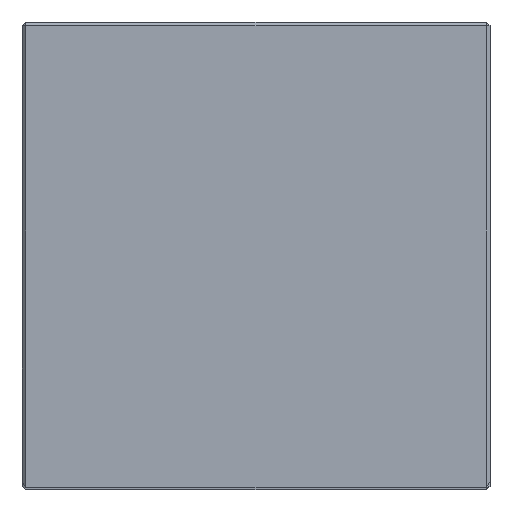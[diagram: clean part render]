
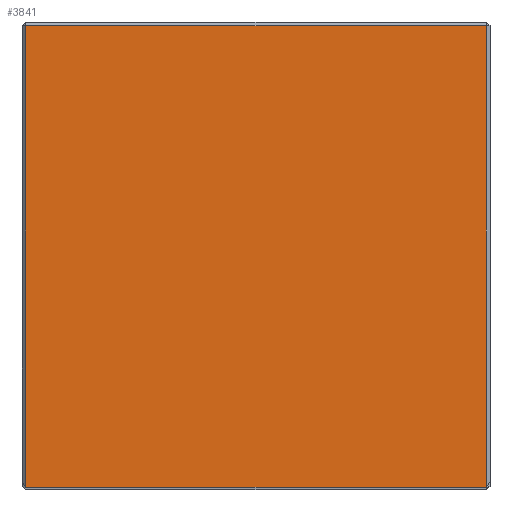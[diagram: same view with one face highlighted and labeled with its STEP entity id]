
A CAD part, left-side view. The second image highlights one B-rep face of the part: STEP entity #3841.
In plain terms, the highlighted planar face has unit normal (-1, 0, 0).
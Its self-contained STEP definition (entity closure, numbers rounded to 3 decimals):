
#247=FACE_OUTER_BOUND('',#471,.T.);
#471=EDGE_LOOP('',(#2541,#2542,#2543,#2544));
#719=LINE('',#5000,#1155);
#720=LINE('',#5002,#1156);
#721=LINE('',#5004,#1157);
#722=LINE('',#5005,#1158);
#1155=VECTOR('',#4248,800.);
#1156=VECTOR('',#4249,800.);
#1157=VECTOR('',#4250,800.);
#1158=VECTOR('',#4251,800.);
#1591=VERTEX_POINT('',#4998);
#1592=VERTEX_POINT('',#4999);
#1593=VERTEX_POINT('',#5001);
#1594=VERTEX_POINT('',#5003);
#1965=EDGE_CURVE('',#1591,#1592,#719,.T.);
#1966=EDGE_CURVE('',#1592,#1593,#720,.T.);
#1967=EDGE_CURVE('',#1593,#1594,#721,.T.);
#1968=EDGE_CURVE('',#1594,#1591,#722,.T.);
#2541=ORIENTED_EDGE('',*,*,#1965,.T.);
#2542=ORIENTED_EDGE('',*,*,#1966,.T.);
#2543=ORIENTED_EDGE('',*,*,#1967,.T.);
#2544=ORIENTED_EDGE('',*,*,#1968,.T.);
#3687=PLANE('',#4080);
#3841=ADVANCED_FACE('',(#247),#3687,.F.);
#4080=AXIS2_PLACEMENT_3D('',#4997,#4246,#4247);
#4246=DIRECTION('center_axis',(1.,0.,0.));
#4247=DIRECTION('ref_axis',(0.,0.,-1.));
#4248=DIRECTION('',(0.,0.,-1.));
#4249=DIRECTION('',(0.,-1.,0.));
#4250=DIRECTION('',(0.,0.,1.));
#4251=DIRECTION('',(0.,1.,0.));
#4997=CARTESIAN_POINT('Origin',(-9.972,20.36,9.948));
#4998=CARTESIAN_POINT('',(-9.972,20.2,9.788));
#4999=CARTESIAN_POINT('',(-9.972,20.2,-10.259));
#5000=CARTESIAN_POINT('',(-9.972,20.2,9.948));
#5001=CARTESIAN_POINT('',(-9.972,0.2,-10.259));
#5002=CARTESIAN_POINT('',(-9.972,20.36,-10.259));
#5003=CARTESIAN_POINT('',(-9.972,0.2,9.788));
#5004=CARTESIAN_POINT('',(-9.972,0.2,9.948));
#5005=CARTESIAN_POINT('',(-9.972,20.36,9.788));
